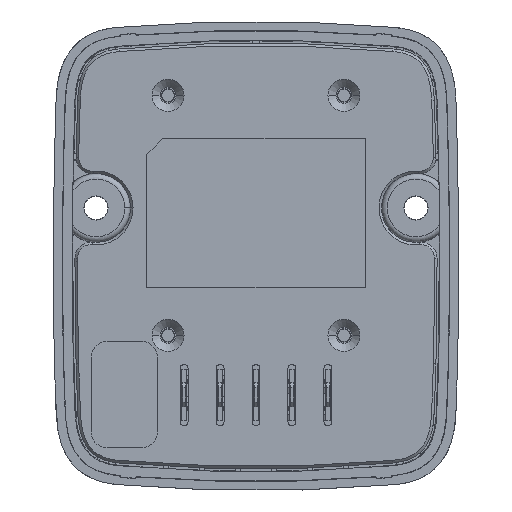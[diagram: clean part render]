
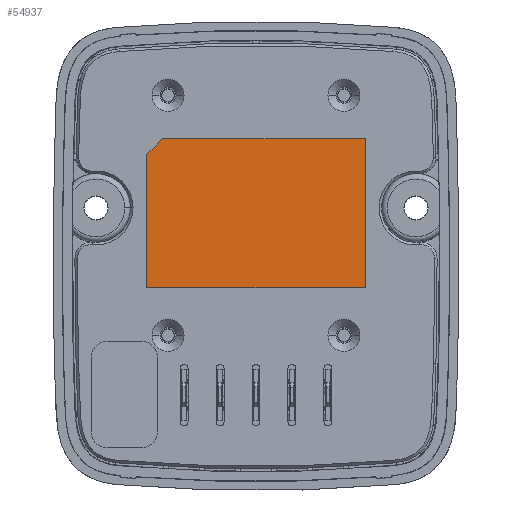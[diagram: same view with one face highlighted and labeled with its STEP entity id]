
A CAD part, top view. The second image highlights one B-rep face of the part: STEP entity #54937.
In plain terms, the highlighted planar face has unit normal (0, 0, 1).
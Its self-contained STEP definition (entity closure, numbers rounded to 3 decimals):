
#50457=DIRECTION('',(-1.,0.,0.));
#50458=VECTOR('',#50457,41.);
#50459=CARTESIAN_POINT('',(20.5,30.,-24.2));
#50460=LINE('',#50459,#50458);
#50471=DIRECTION('',(0.,1.,0.));
#50472=VECTOR('',#50471,25.);
#50473=CARTESIAN_POINT('',(-20.5,30.,-24.2));
#50474=LINE('',#50473,#50472);
#50492=DIRECTION('',(1.,0.,0.));
#50493=VECTOR('',#50492,38.);
#50494=CARTESIAN_POINT('',(-17.5,58.,-24.2));
#50495=LINE('',#50494,#50493);
#50506=DIRECTION('',(0.,-1.,0.));
#50507=VECTOR('',#50506,28.);
#50508=CARTESIAN_POINT('',(20.5,58.,-24.2));
#50509=LINE('',#50508,#50507);
#50520=DIRECTION('',(-0.707,-0.707,0.));
#50521=VECTOR('',#50520,4.243);
#50522=CARTESIAN_POINT('',(-17.5,58.,-24.2));
#50523=LINE('',#50522,#50521);
#52523=CARTESIAN_POINT('',(20.5,30.,-24.2));
#52524=CARTESIAN_POINT('',(-20.5,30.,-24.2));
#52525=VERTEX_POINT('',#52523);
#52526=VERTEX_POINT('',#52524);
#52729=CARTESIAN_POINT('',(20.5,58.,-24.2));
#52731=VERTEX_POINT('',#52729);
#52762=CARTESIAN_POINT('',(-17.5,58.,-24.2));
#52763=VERTEX_POINT('',#52762);
#52782=CARTESIAN_POINT('',(-20.5,55.,-24.2));
#52783=VERTEX_POINT('',#52782);
#54925=CARTESIAN_POINT('',(0.,0.,-24.2));
#54926=DIRECTION('',(0.,0.,-1.));
#54927=DIRECTION('',(-1.,0.,0.));
#54928=AXIS2_PLACEMENT_3D('',#54925,#54926,#54927);
#54929=PLANE('',#54928);
#54930=ORIENTED_EDGE('',*,*,#54878,.T.);
#54931=ORIENTED_EDGE('',*,*,#54892,.F.);
#54932=ORIENTED_EDGE('',*,*,#54906,.T.);
#54933=ORIENTED_EDGE('',*,*,#54919,.T.);
#54934=ORIENTED_EDGE('',*,*,#54863,.T.);
#54935=EDGE_LOOP('',(#54930,#54931,#54932,#54933,#54934));
#54936=FACE_OUTER_BOUND('',#54935,.F.);
#54937=ADVANCED_FACE('',(#54936),#54929,.F.);
#54863=EDGE_CURVE('',#52525,#52526,#50460,.T.);
#54878=EDGE_CURVE('',#52526,#52783,#50474,.T.);
#54892=EDGE_CURVE('',#52763,#52783,#50523,.T.);
#54906=EDGE_CURVE('',#52763,#52731,#50495,.T.);
#54919=EDGE_CURVE('',#52731,#52525,#50509,.T.);
